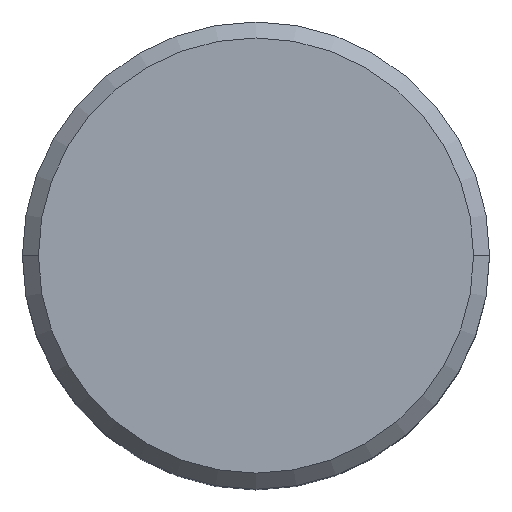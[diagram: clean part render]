
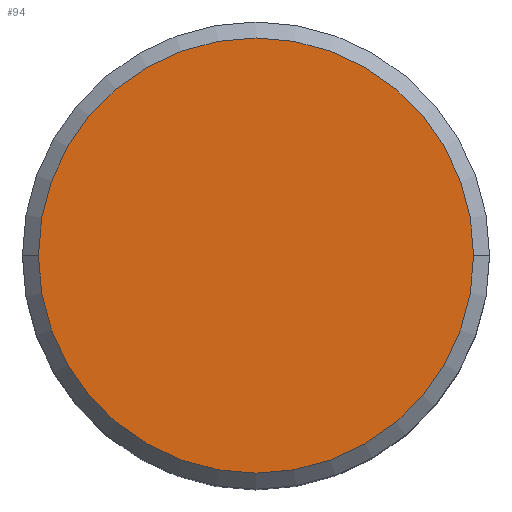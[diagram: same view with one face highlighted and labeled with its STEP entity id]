
A CAD part, top view. The second image highlights one B-rep face of the part: STEP entity #94.
In plain terms, the highlighted planar face has unit normal (0, 0, 1).
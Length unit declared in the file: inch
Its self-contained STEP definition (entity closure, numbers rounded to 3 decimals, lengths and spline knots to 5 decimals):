
#22 = EDGE_LOOP ( 'NONE', ( #398, #429 ) ) ;
#58 = PLANE ( 'NONE',  #142 ) ;
#94 = ADVANCED_FACE ( 'NONE', ( #246 ), #58, .F. ) ;
#128 = EDGE_CURVE ( 'NONE', #450, #427, #424, .T. ) ;
#142 = AXIS2_PLACEMENT_3D ( 'NONE', #448, #213, #412 ) ;
#175 = DIRECTION ( 'NONE',  ( 0., 0., 1. ) ) ;
#189 = CIRCLE ( 'NONE', #295, 0.20375 ) ;
#195 = DIRECTION ( 'NONE',  ( 1., 0., 0. ) ) ;
#206 = CARTESIAN_POINT ( 'NONE',  ( 0.20375, 0., 0. ) ) ;
#213 = DIRECTION ( 'NONE',  ( 0., 0., -1. ) ) ;
#224 = CARTESIAN_POINT ( 'NONE',  ( -0.20375, 0., 0. ) ) ;
#246 = FACE_OUTER_BOUND ( 'NONE', #22, .T. ) ;
#295 = AXIS2_PLACEMENT_3D ( 'NONE', #296, #426, #195 ) ;
#296 = CARTESIAN_POINT ( 'NONE',  ( 0., 0., 0. ) ) ;
#331 = AXIS2_PLACEMENT_3D ( 'NONE', #352, #175, #380 ) ;
#352 = CARTESIAN_POINT ( 'NONE',  ( 0., 0., 0. ) ) ;
#376 = EDGE_CURVE ( 'NONE', #427, #450, #189, .T. ) ;
#380 = DIRECTION ( 'NONE',  ( 1., 0., 0. ) ) ;
#398 = ORIENTED_EDGE ( 'NONE', *, *, #128, .T. ) ;
#412 = DIRECTION ( 'NONE',  ( -1., 0., 0. ) ) ;
#424 = CIRCLE ( 'NONE', #331, 0.20375 ) ;
#426 = DIRECTION ( 'NONE',  ( 0., 0., 1. ) ) ;
#427 = VERTEX_POINT ( 'NONE', #206 ) ;
#429 = ORIENTED_EDGE ( 'NONE', *, *, #376, .T. ) ;
#448 = CARTESIAN_POINT ( 'NONE',  ( 0., 0.20375, 0. ) ) ;
#450 = VERTEX_POINT ( 'NONE', #224 ) ;
